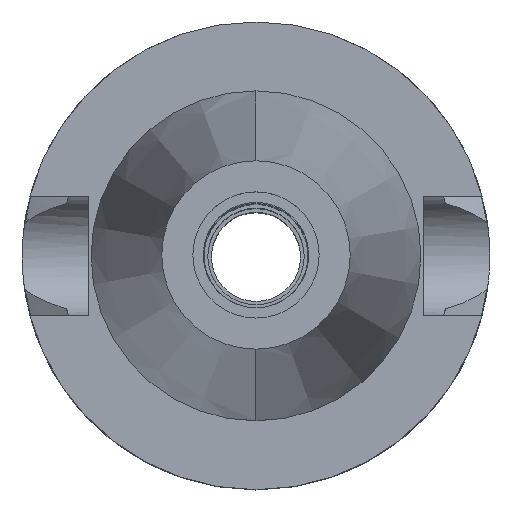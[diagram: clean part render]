
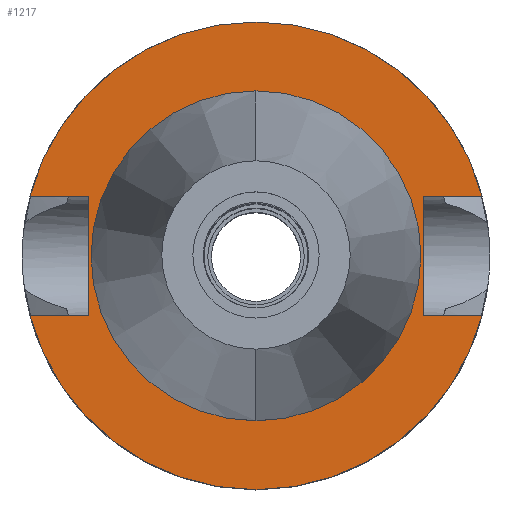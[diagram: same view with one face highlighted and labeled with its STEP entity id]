
A CAD part, top view. The second image highlights one B-rep face of the part: STEP entity #1217.
In plain terms, the highlighted planar face has unit normal (0, 0, 1).
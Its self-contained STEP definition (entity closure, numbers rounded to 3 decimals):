
#94=DIRECTION('',(0.,1.,0.));
#95=VECTOR('',#94,16.1);
#96=CARTESIAN_POINT('',(-22.5,-8.05,-1.));
#97=LINE('',#96,#95);
#101=DIRECTION('',(-1.,0.,0.));
#102=VECTOR('',#101,7.954);
#103=CARTESIAN_POINT('',(-22.5,8.05,-1.));
#104=LINE('',#103,#102);
#108=CARTESIAN_POINT('',(0.,0.,-1.));
#109=DIRECTION('',(0.,0.,-1.));
#110=DIRECTION('',(-0.967,0.256,0.));
#111=AXIS2_PLACEMENT_3D('',#108,#109,#110);
#116=CARTESIAN_POINT('',(0.,0.,-1.));
#117=DIRECTION('',(0.,0.,-1.));
#118=DIRECTION('',(0.,1.,0.));
#119=AXIS2_PLACEMENT_3D('',#116,#117,#118);
#124=DIRECTION('',(0.,-1.,0.));
#125=VECTOR('',#124,16.1);
#126=CARTESIAN_POINT('',(22.5,8.05,-1.));
#127=LINE('',#126,#125);
#131=DIRECTION('',(1.,0.,0.));
#132=VECTOR('',#131,7.954);
#133=CARTESIAN_POINT('',(22.5,-8.05,-1.));
#134=LINE('',#133,#132);
#138=CARTESIAN_POINT('',(0.,0.,-1.));
#139=DIRECTION('',(0.,0.,-1.));
#140=DIRECTION('',(0.967,-0.256,0.));
#141=AXIS2_PLACEMENT_3D('',#138,#139,#140);
#146=CARTESIAN_POINT('',(0.,0.,-1.));
#147=DIRECTION('',(0.,0.,-1.));
#148=DIRECTION('',(0.,-1.,0.));
#149=AXIS2_PLACEMENT_3D('',#146,#147,#148);
#154=CARTESIAN_POINT('',(0.,0.,-1.));
#155=DIRECTION('',(0.,0.,1.));
#156=DIRECTION('',(0.,-1.,0.));
#157=AXIS2_PLACEMENT_3D('',#154,#155,#156);
#162=CARTESIAN_POINT('',(0.,0.,-1.));
#163=DIRECTION('',(0.,0.,1.));
#164=DIRECTION('',(0.,1.,0.));
#165=AXIS2_PLACEMENT_3D('',#162,#163,#164);
#200=DIRECTION('',(-1.,0.,0.));
#201=VECTOR('',#200,7.954);
#202=CARTESIAN_POINT('',(-22.5,-8.05,-1.));
#203=LINE('',#202,#201);
#337=DIRECTION('',(1.,0.,0.));
#338=VECTOR('',#337,7.954);
#339=CARTESIAN_POINT('',(22.5,8.05,-1.));
#340=LINE('',#339,#338);
#1074=CARTESIAN_POINT('',(-22.5,-8.05,-1.));
#1075=VERTEX_POINT('',#1074);
#1076=CARTESIAN_POINT('',(-30.454,-8.05,-1.));
#1077=VERTEX_POINT('',#1076);
#1080=CARTESIAN_POINT('',(-22.5,8.05,-1.));
#1081=VERTEX_POINT('',#1080);
#1082=CARTESIAN_POINT('',(-30.454,8.05,-1.));
#1083=VERTEX_POINT('',#1082);
#1084=CARTESIAN_POINT('',(0.,31.5,-1.));
#1085=CARTESIAN_POINT('',(30.454,8.05,-1.));
#1086=VERTEX_POINT('',#1084);
#1087=VERTEX_POINT('',#1085);
#1088=CARTESIAN_POINT('',(22.5,8.05,-1.));
#1089=VERTEX_POINT('',#1088);
#1090=CARTESIAN_POINT('',(22.5,-8.05,-1.));
#1091=VERTEX_POINT('',#1090);
#1092=CARTESIAN_POINT('',(30.454,-8.05,-1.));
#1093=VERTEX_POINT('',#1092);
#1094=CARTESIAN_POINT('',(0.,-31.5,-1.));
#1095=VERTEX_POINT('',#1094);
#1096=CARTESIAN_POINT('',(0.,-22.225,-1.));
#1097=CARTESIAN_POINT('',(0.,22.225,-1.));
#1098=VERTEX_POINT('',#1096);
#1099=VERTEX_POINT('',#1097);
#1186=CARTESIAN_POINT('',(0.,0.,-1.));
#1187=DIRECTION('',(0.,0.,-1.));
#1188=DIRECTION('',(0.,-1.,0.));
#1189=AXIS2_PLACEMENT_3D('',#1186,#1187,#1188);
#1190=PLANE('',#1189);
#1192=ORIENTED_EDGE('',*,*,#1191,.T.);
#1194=ORIENTED_EDGE('',*,*,#1193,.T.);
#1196=ORIENTED_EDGE('',*,*,#1195,.T.);
#1198=ORIENTED_EDGE('',*,*,#1197,.T.);
#1200=ORIENTED_EDGE('',*,*,#1199,.F.);
#1202=ORIENTED_EDGE('',*,*,#1201,.T.);
#1204=ORIENTED_EDGE('',*,*,#1203,.T.);
#1206=ORIENTED_EDGE('',*,*,#1205,.T.);
#1208=ORIENTED_EDGE('',*,*,#1207,.T.);
#1210=ORIENTED_EDGE('',*,*,#1209,.F.);
#1211=EDGE_LOOP('',(#1192,#1194,#1196,#1198,#1200,#1202,#1204,#1206,#1208,
#1210));
#1212=FACE_OUTER_BOUND('',#1211,.F.);
#1213=ORIENTED_EDGE('',*,*,#1165,.T.);
#1214=ORIENTED_EDGE('',*,*,#1181,.T.);
#1215=EDGE_LOOP('',(#1213,#1214));
#1216=FACE_BOUND('',#1215,.F.);
#112=CIRCLE('',#111,31.5);
#120=CIRCLE('',#119,31.5);
#142=CIRCLE('',#141,31.5);
#150=CIRCLE('',#149,31.5);
#158=CIRCLE('',#157,22.225);
#166=CIRCLE('',#165,22.225);
#1165=EDGE_CURVE('',#1098,#1099,#158,.T.);
#1181=EDGE_CURVE('',#1099,#1098,#166,.T.);
#1191=EDGE_CURVE('',#1075,#1081,#97,.T.);
#1193=EDGE_CURVE('',#1081,#1083,#104,.T.);
#1195=EDGE_CURVE('',#1083,#1086,#112,.T.);
#1197=EDGE_CURVE('',#1086,#1087,#120,.T.);
#1199=EDGE_CURVE('',#1089,#1087,#340,.T.);
#1201=EDGE_CURVE('',#1089,#1091,#127,.T.);
#1203=EDGE_CURVE('',#1091,#1093,#134,.T.);
#1205=EDGE_CURVE('',#1093,#1095,#142,.T.);
#1207=EDGE_CURVE('',#1095,#1077,#150,.T.);
#1209=EDGE_CURVE('',#1075,#1077,#203,.T.);
#1217=ADVANCED_FACE('',(#1212,#1216),#1190,.F.);
